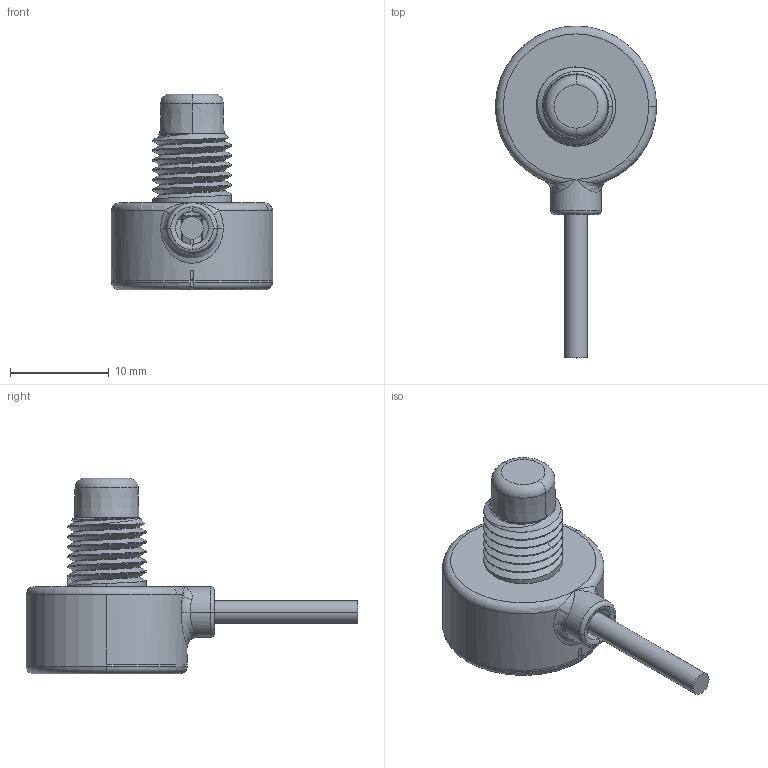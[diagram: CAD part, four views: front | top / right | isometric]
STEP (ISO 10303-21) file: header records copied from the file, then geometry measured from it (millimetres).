
FILE_DESCRIPTION((''),'2;1');
FILE_NAME('158531_SW','2011-09-01T',('banengservice'),('BANNER ENGINEERING'),'PRO/ENGINEER BY PARAMETRIC TECHNOLOGY CORPORATION, 2009141','PRO/ENGINEER BY PARAMETRIC TECHNOLOGY CORPORATION, 2009141','');
FILE_SCHEMA(('CONFIG_CONTROL_DESIGN'));
Length unit declared in the file: inch
Products named in the file (1): 158531_SW
Bounding box: 16.3 x 33.55 x 19.8 mm (x, y, z)
Volume: 1059.2 mm3; surface area: 2359.3 mm2
Topology: 2 solids, 2 shells, 159 faces, 386 edges, 241 vertices
Faces by surface type: cylinder 60, plane 41, torus 25, cone 20, bspline 13
Entity records: 8370 total; most frequent: CARTESIAN_POINT 4617, DIRECTION 801, ORIENTED_EDGE 772, EDGE_CURVE 386, AXIS2_PLACEMENT_3D 337, VERTEX_POINT 241, CIRCLE 191, EDGE_LOOP 171
